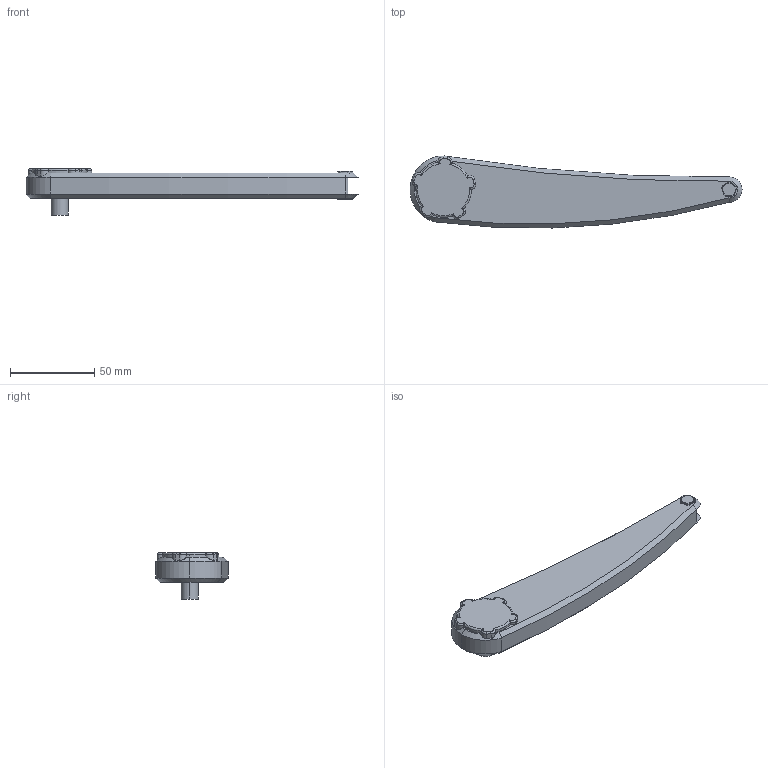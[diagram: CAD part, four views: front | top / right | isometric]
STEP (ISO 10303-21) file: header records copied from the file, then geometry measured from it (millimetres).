
FILE_DESCRIPTION (( 'STEP AP203' ), '1' );
FILE_NAME ('Robot_P4_Default_sldprt.STEP', '2023-12-06T08:17:11', ( '' ), ( '' ), 'SwSTEP 2.0', 'SolidWorks 2023', '' );
FILE_SCHEMA (( 'CONFIG_CONTROL_DESIGN' ));
Length unit declared in the file: millimetre
Products named in the file (1): Robot_P4_Default_sldprt
Bounding box: 197.5 x 42.83 x 27.5 mm (x, y, z)
Volume: 87462 mm3; surface area: 18038.6 mm2
Topology: 1 solids, 1 shells, 176 faces, 431 edges, 260 vertices
Faces by surface type: cylinder 82, torus 59, plane 25, cone 10
Entity records: 5563 total; most frequent: CARTESIAN_POINT 1242, DIRECTION 986, ORIENTED_EDGE 862, EDGE_CURVE 431, AXIS2_PLACEMENT_3D 430, VERTEX_POINT 260, CIRCLE 253, EDGE_LOOP 181
